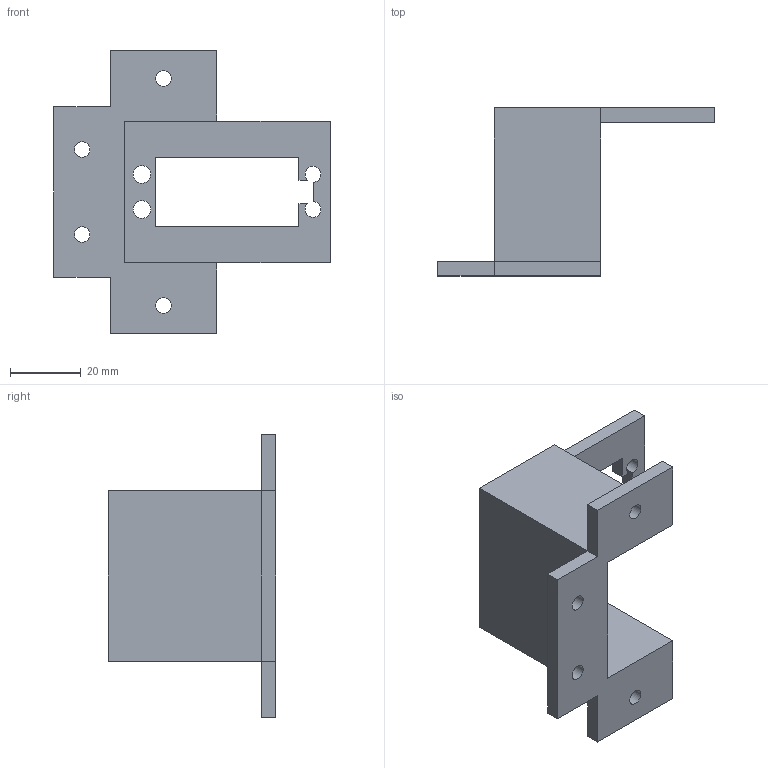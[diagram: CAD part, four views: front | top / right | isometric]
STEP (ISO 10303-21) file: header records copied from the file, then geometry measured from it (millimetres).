
FILE_DESCRIPTION(/* description */ (''),/* implementation_level */ '2;1');
FILE_NAME(/* name */ 'mount.stp',/* time_stamp */ '2023-05-24T18:13:31-04:00',/* author */ ('johnn'),/* organization */ (''),/* preprocessor_version */ 'ST-DEVELOPER v19',/* originating_system */ 'Autodesk Inventor 2023',/* authorisation */ '');
FILE_SCHEMA (('AUTOMOTIVE_DESIGN { 1 0 10303 214 3 1 1 }'));
Length unit declared in the file: millimetre
Products named in the file (1): mount
Bounding box: 78 x 47.34 x 80 mm (x, y, z)
Volume: 31347.3 mm3; surface area: 18225.7 mm2
Topology: 1 solids, 1 shells, 40 faces, 106 edges, 68 vertices
Faces by surface type: plane 32, cylinder 8
Full cylindrical faces by diameter (mm): 4.4 x4, 5 x2
Entity records: 1293 total; most frequent: CARTESIAN_POINT 215, ORIENTED_EDGE 212, DIRECTION 204, EDGE_CURVE 106, LINE 90, VECTOR 90, VERTEX_POINT 68, AXIS2_PLACEMENT_3D 57
